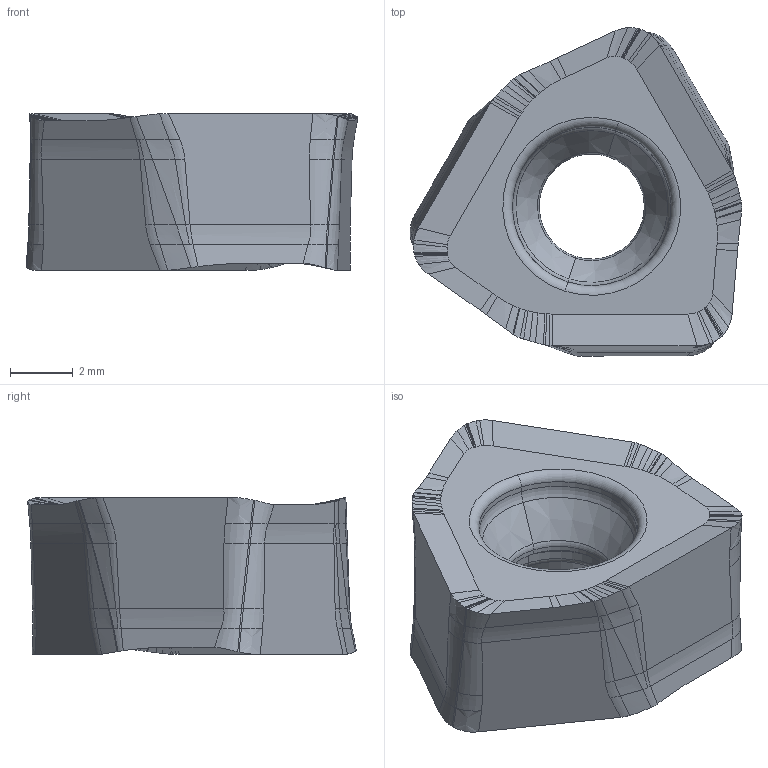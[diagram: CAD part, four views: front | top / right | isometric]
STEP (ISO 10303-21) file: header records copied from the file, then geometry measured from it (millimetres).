
FILE_DESCRIPTION((''),'2;1');
FILE_NAME('CUS_JOMU090512ZZER-M','2020-06-22T',('thagi'),(''),'CREO PARAMETRIC BY PTC INC, 2016260','CREO PARAMETRIC BY PTC INC, 2016260','');
FILE_SCHEMA(('AUTOMOTIVE_DESIGN { 1 0 10303 214 1 1 1 1 }'));
Length unit declared in the file: millimetre
Products named in the file (1): CUS_JOMU090512ZZER-M
Bounding box: 10.57 x 10.47 x 5 mm (x, y, z)
Volume: 272.8 mm3; surface area: 337.1 mm2
Topology: 1 solids, 1 shells, 327 faces, 898 edges, 574 vertices
Faces by surface type: bspline 268, plane 27, torus 14, cone 12, cylinder 6
Entity records: 19065 total; most frequent: CARTESIAN_POINT 10194, ORIENTED_EDGE 1636, EDGE_CURVE 818, DIRECTION 590, B_SPLINE_CURVE_WITH_KNOTS 508, VERTEX_POINT 494, PRESENTATION_STYLE_ASSIGNMENT 409, STYLED_ITEM 409
